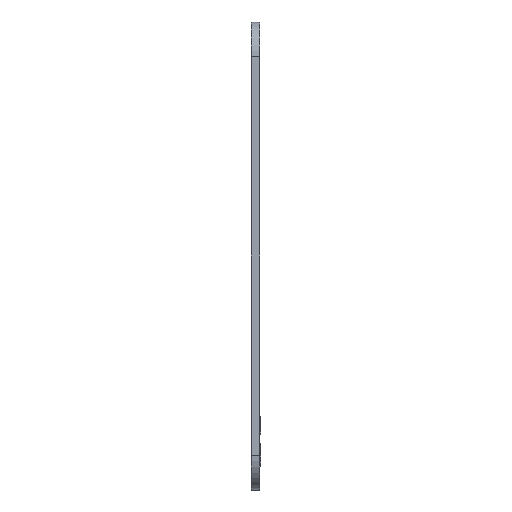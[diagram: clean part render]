
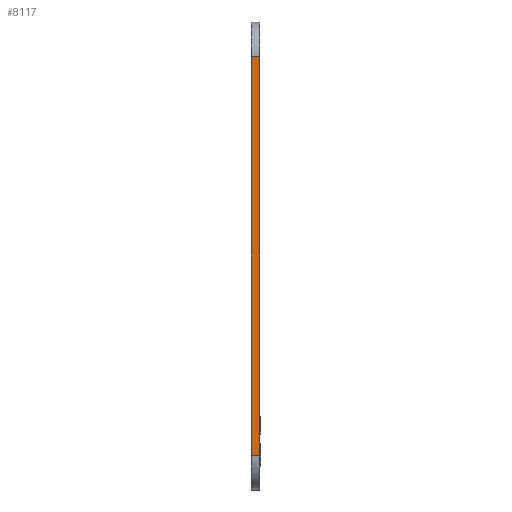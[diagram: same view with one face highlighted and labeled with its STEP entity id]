
A CAD part, left-side view. The second image highlights one B-rep face of the part: STEP entity #8117.
In plain terms, the highlighted planar face has unit normal (-1, 0, 0).
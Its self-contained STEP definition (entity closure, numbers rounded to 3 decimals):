
#1316=FACE_OUTER_BOUND('',#1782,.T.);
#1782=EDGE_LOOP('',(#7259,#7260,#7261,#7262));
#2029=LINE('',#11603,#2658);
#2388=LINE('',#16226,#3017);
#2389=LINE('',#16229,#3018);
#2390=LINE('',#16230,#3019);
#2658=VECTOR('',#8679,10.);
#3017=VECTOR('',#9238,10.);
#3018=VECTOR('',#9241,10.);
#3019=VECTOR('',#9242,10.);
#3337=VERTEX_POINT('',#11581);
#3347=VERTEX_POINT('',#11601);
#3870=VERTEX_POINT('',#16222);
#3872=VERTEX_POINT('',#16228);
#4271=EDGE_CURVE('',#3337,#3347,#2029,.T.);
#5027=EDGE_CURVE('',#3337,#3870,#2388,.T.);
#5028=EDGE_CURVE('',#3872,#3347,#2389,.T.);
#5029=EDGE_CURVE('',#3870,#3872,#2390,.T.);
#7259=ORIENTED_EDGE('',*,*,#5027,.F.);
#7260=ORIENTED_EDGE('',*,*,#4271,.T.);
#7261=ORIENTED_EDGE('',*,*,#5028,.F.);
#7262=ORIENTED_EDGE('',*,*,#5029,.F.);
#7719=PLANE('',#8338);
#8117=ADVANCED_FACE('',(#1316),#7719,.T.);
#8338=AXIS2_PLACEMENT_3D('',#16227,#9239,#9240);
#8679=DIRECTION('',(0.,0.,1.));
#9238=DIRECTION('',(0.,1.,0.));
#9239=DIRECTION('center_axis',(-1.,0.,0.));
#9240=DIRECTION('ref_axis',(0.,0.,1.));
#9241=DIRECTION('',(0.,-1.,0.));
#9242=DIRECTION('',(0.,0.,1.));
#11581=CARTESIAN_POINT('',(-11.175,0.,-6.625));
#11601=CARTESIAN_POINT('',(-11.175,0.,61.875));
#11603=CARTESIAN_POINT('',(-11.175,0.,-12.625));
#16222=CARTESIAN_POINT('',(-11.175,1.5,-6.625));
#16226=CARTESIAN_POINT('',(-11.175,0.,-6.625));
#16227=CARTESIAN_POINT('Origin',(-11.175,0.,-12.625));
#16228=CARTESIAN_POINT('',(-11.175,1.5,61.875));
#16229=CARTESIAN_POINT('',(-11.175,0.,61.875));
#16230=CARTESIAN_POINT('',(-11.175,1.5,-12.625));
